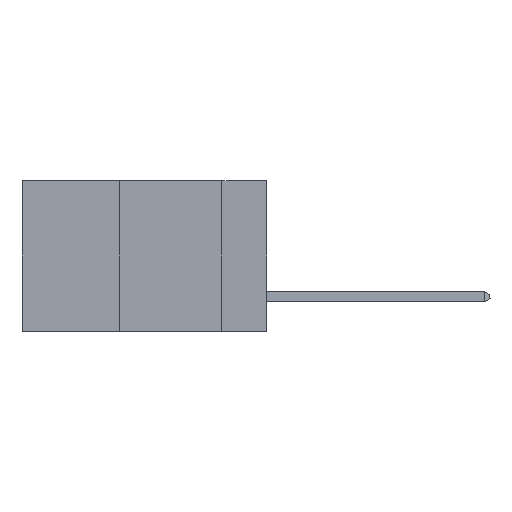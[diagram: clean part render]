
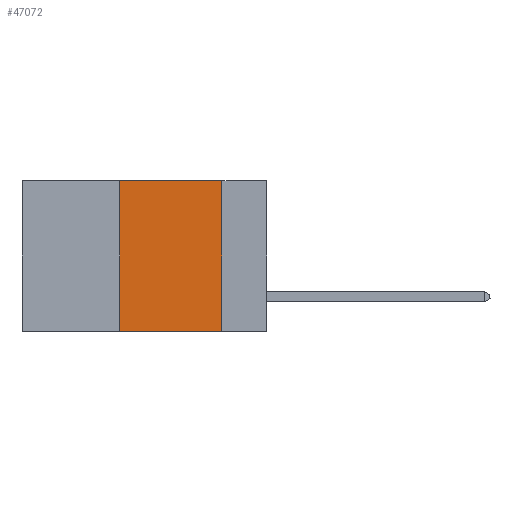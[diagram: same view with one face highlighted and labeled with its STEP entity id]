
A CAD part, left-side view. The second image highlights one B-rep face of the part: STEP entity #47072.
In plain terms, the highlighted planar face has unit normal (-1, 0, 0).
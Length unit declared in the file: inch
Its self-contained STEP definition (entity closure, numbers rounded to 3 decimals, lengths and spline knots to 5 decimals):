
#560 = CARTESIAN_POINT ( 'NONE',  ( 0., 0.36, 0. ) ) ;
#1091 = DIRECTION ( 'NONE',  ( 0., 0., -1. ) ) ;
#1733 = EDGE_CURVE ( 'NONE', #11258, #31178, #21765, .T. ) ;
#5471 = DIRECTION ( 'NONE',  ( 0., 0., -1. ) ) ;
#7355 = ORIENTED_EDGE ( 'NONE', *, *, #15838, .F. ) ;
#10218 = CARTESIAN_POINT ( 'NONE',  ( 0., 0.6, 0. ) ) ;
#11258 = VERTEX_POINT ( 'NONE', #12575 ) ;
#12332 = CARTESIAN_POINT ( 'NONE',  ( 0., 0.11, 0. ) ) ;
#12387 = CARTESIAN_POINT ( 'NONE',  ( 0., 0.11, 0. ) ) ;
#12575 = CARTESIAN_POINT ( 'NONE',  ( 0., 0.36, -0.37 ) ) ;
#13159 = ORIENTED_EDGE ( 'NONE', *, *, #1733, .T. ) ;
#15640 = CARTESIAN_POINT ( 'NONE',  ( 0., 0.36, 0. ) ) ;
#15838 = EDGE_CURVE ( 'NONE', #29361, #31178, #42063, .T. ) ;
#16067 = EDGE_LOOP ( 'NONE', ( #7355, #45723, #27847, #13159 ) ) ;
#17167 = DIRECTION ( 'NONE',  ( 0., -1., 0. ) ) ;
#18186 = VECTOR ( 'NONE', #46381, 39.37008 ) ;
#20917 = CARTESIAN_POINT ( 'NONE',  ( 0., 0.11, -0.37 ) ) ;
#21170 = FACE_OUTER_BOUND ( 'NONE', #16067, .T. ) ;
#21765 = LINE ( 'NONE', #28145, #39534 ) ;
#23743 = DIRECTION ( 'NONE',  ( 1., 0., 0. ) ) ;
#27103 = AXIS2_PLACEMENT_3D ( 'NONE', #45593, #23743, #5471 ) ;
#27241 = PLANE ( 'NONE',  #27103 ) ;
#27847 = ORIENTED_EDGE ( 'NONE', *, *, #28050, .F. ) ;
#27854 = LINE ( 'NONE', #10218, #18186 ) ;
#28050 = EDGE_CURVE ( 'NONE', #11258, #33136, #40574, .T. ) ;
#28145 = CARTESIAN_POINT ( 'NONE',  ( 0., 0.6, -0.37 ) ) ;
#29361 = VERTEX_POINT ( 'NONE', #12332 ) ;
#30817 = VECTOR ( 'NONE', #36785, 39.37008 ) ;
#31178 = VERTEX_POINT ( 'NONE', #20917 ) ;
#32846 = EDGE_CURVE ( 'NONE', #33136, #29361, #27854, .T. ) ;
#33136 = VERTEX_POINT ( 'NONE', #15640 ) ;
#36785 = DIRECTION ( 'NONE',  ( 0., 0., 1. ) ) ;
#39534 = VECTOR ( 'NONE', #17167, 39.37008 ) ;
#40574 = LINE ( 'NONE', #560, #30817 ) ;
#42063 = LINE ( 'NONE', #12387, #47090 ) ;
#45593 = CARTESIAN_POINT ( 'NONE',  ( 0., 0.6, 0. ) ) ;
#45723 = ORIENTED_EDGE ( 'NONE', *, *, #32846, .F. ) ;
#46381 = DIRECTION ( 'NONE',  ( 0., -1., 0. ) ) ;
#47072 = ADVANCED_FACE ( 'NONE', ( #21170 ), #27241, .F. ) ;
#47090 = VECTOR ( 'NONE', #1091, 39.37008 ) ;
